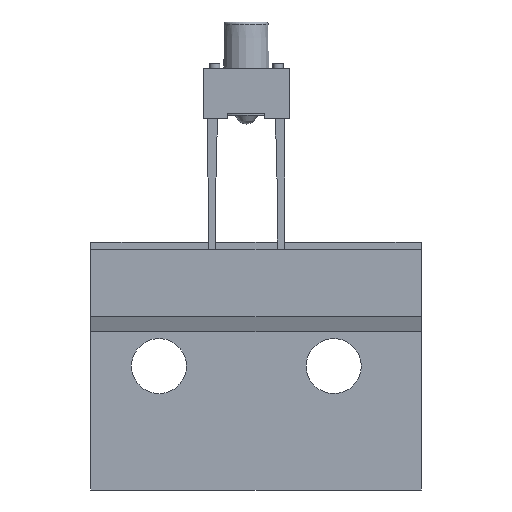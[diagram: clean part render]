
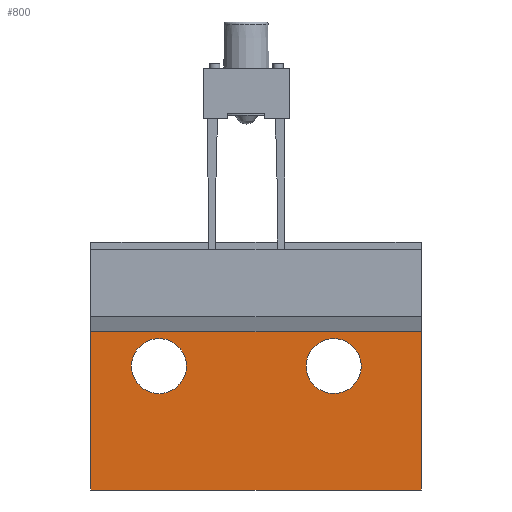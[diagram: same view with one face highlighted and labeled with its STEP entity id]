
A CAD part, left-side view. The second image highlights one B-rep face of the part: STEP entity #800.
In plain terms, the highlighted planar face has unit normal (-1, 0, 0).
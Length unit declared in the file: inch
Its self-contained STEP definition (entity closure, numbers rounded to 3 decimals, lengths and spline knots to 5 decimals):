
#394=CARTESIAN_POINT('',(-0.00197,0.44488,-0.68268));
#395=VERTEX_POINT('',#394);
#402=CARTESIAN_POINT('',(-0.00197,-0.5,-0.68268));
#403=VERTEX_POINT('',#402);
#404=CARTESIAN_POINT('',(-0.00197,-0.5,-0.68268));
#405=DIRECTION('',(0.0,1.0,0.0));
#406=VECTOR('',#405,0.94488);
#407=LINE('',#404,#406);
#408=EDGE_CURVE('',#403,#395,#407,.T.);
#748=CARTESIAN_POINT('',(-0.00197,-0.54724,-1.15807));
#749=DIRECTION('',(1.0,0.0,0.0));
#750=DIRECTION('',(0.0,0.0,-1.0));
#751=AXIS2_PLACEMENT_3D('',#748,#749,#750);
#752=PLANE('',#751);
#753=ORIENTED_EDGE('',*,*,#408,.T.);
#754=CARTESIAN_POINT('',(-0.00197,0.44488,-1.13543));
#755=VERTEX_POINT('',#754);
#756=CARTESIAN_POINT('',(-0.00197,0.44488,-1.13543));
#757=DIRECTION('',(0.0,0.0,1.0));
#758=VECTOR('',#757,0.45276);
#759=LINE('',#756,#758);
#760=EDGE_CURVE('',#755,#395,#759,.T.);
#761=ORIENTED_EDGE('',*,*,#760,.F.);
#762=CARTESIAN_POINT('',(-0.00197,-0.5,-1.13543));
#763=VERTEX_POINT('',#762);
#764=CARTESIAN_POINT('',(-0.00197,-0.5,-1.13543));
#765=DIRECTION('',(0.0,1.0,0.0));
#766=VECTOR('',#765,0.94488);
#767=LINE('',#764,#766);
#768=EDGE_CURVE('',#763,#755,#767,.T.);
#769=ORIENTED_EDGE('',*,*,#768,.F.);
#770=CARTESIAN_POINT('',(-0.00197,-0.5,-0.68268));
#771=DIRECTION('',(0.0,0.0,-1.0));
#772=VECTOR('',#771,0.45276);
#773=LINE('',#770,#772);
#774=EDGE_CURVE('',#403,#763,#773,.T.);
#775=ORIENTED_EDGE('',*,*,#774,.F.);
#776=EDGE_LOOP('',(#753,#761,#769,#775));
#777=FACE_OUTER_BOUND('',#776,.T.);
#778=CARTESIAN_POINT('',(-0.00197,0.32874,-0.7811));
#779=VERTEX_POINT('',#778);
#780=CARTESIAN_POINT('',(-0.00197,0.25,-0.7811));
#781=DIRECTION('',(1.0,0.0,0.0));
#782=DIRECTION('',(0.0,-1.0,0.0));
#783=AXIS2_PLACEMENT_3D('',#780,#781,#782);
#784=CIRCLE('',#783,0.07874);
#785=EDGE_CURVE('',#779,#779,#784,.T.);
#786=ORIENTED_EDGE('',*,*,#785,.T.);
#787=EDGE_LOOP('',(#786));
#788=FACE_BOUND('',#787,.T.);
#789=CARTESIAN_POINT('',(-0.00197,-0.17126,-0.7811));
#790=VERTEX_POINT('',#789);
#791=CARTESIAN_POINT('',(-0.00197,-0.25,-0.7811));
#792=DIRECTION('',(1.0,0.0,0.0));
#793=DIRECTION('',(0.0,-1.0,0.0));
#794=AXIS2_PLACEMENT_3D('',#791,#792,#793);
#795=CIRCLE('',#794,0.07874);
#796=EDGE_CURVE('',#790,#790,#795,.T.);
#797=ORIENTED_EDGE('',*,*,#796,.T.);
#798=EDGE_LOOP('',(#797));
#799=FACE_BOUND('',#798,.T.);
#800=ADVANCED_FACE('',(#777,#788,#799),#752,.F.);
